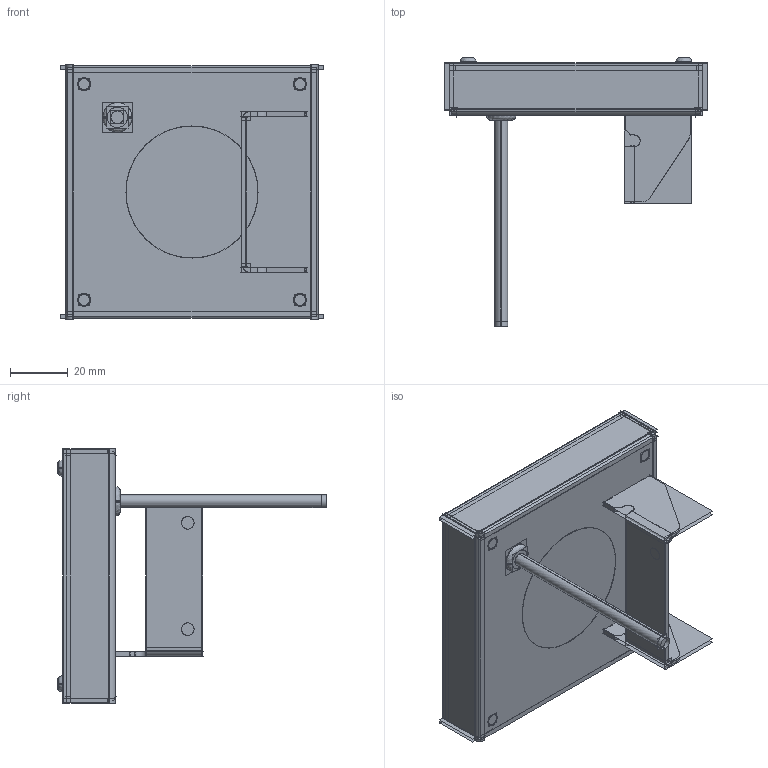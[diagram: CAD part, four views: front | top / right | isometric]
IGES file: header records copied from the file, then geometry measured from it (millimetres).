
Start section:  PTC IGES file: 192815.igs
Global section: file name: 192815.igs; native system: Creo Parametric by Parametric Technology Corporation; preprocessor: 2016010; author: pdmadmin; organization: Unknown; date: 20160728.113212; units: millimetre
Bounding box: 90.77 x 92.83 x 88.23 mm (x, y, z)
Volume: 27432.8 mm3; surface area: 227128.8 mm2
Topology: 25 solids, 25 shells, 1220 faces, 6104 edges, 7712 vertices
Faces by surface type: revolution 628, bspline 592
